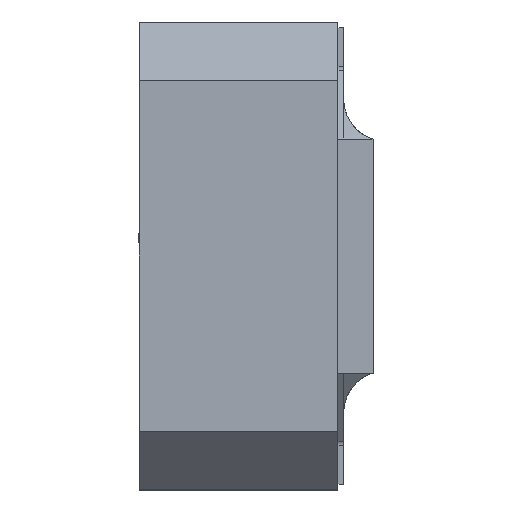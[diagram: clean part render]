
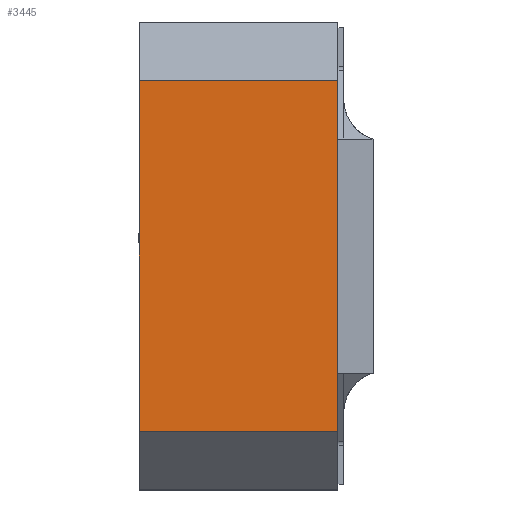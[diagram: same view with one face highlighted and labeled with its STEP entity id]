
A CAD part, left-side view. The second image highlights one B-rep face of the part: STEP entity #3445.
In plain terms, the highlighted planar face has unit normal (-1, 0, 0).
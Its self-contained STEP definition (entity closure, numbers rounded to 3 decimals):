
#157 = CARTESIAN_POINT ( 'NONE',  ( -2., 1.7, 2. ) ) ;
#213 = DIRECTION ( 'NONE',  ( 1., 0., 0. ) ) ;
#230 = PLANE ( 'NONE',  #6099 ) ;
#254 = VERTEX_POINT ( 'NONE', #4816 ) ;
#294 = ORIENTED_EDGE ( 'NONE', *, *, #5050, .F. ) ;
#416 = DIRECTION ( 'NONE',  ( 0., 0., 1. ) ) ;
#549 = CARTESIAN_POINT ( 'NONE',  ( -2., 0., 1.5 ) ) ;
#740 = DIRECTION ( 'NONE',  ( 0., 0., -1. ) ) ;
#797 = VECTOR ( 'NONE', #5838, 1000. ) ;
#949 = EDGE_CURVE ( 'NONE', #4348, #1598, #5827, .T. ) ;
#1142 = CARTESIAN_POINT ( 'NONE',  ( -2., 1.7, 2. ) ) ;
#1285 = VECTOR ( 'NONE', #2048, 1000. ) ;
#1495 = VECTOR ( 'NONE', #416, 1000. ) ;
#1526 = CARTESIAN_POINT ( 'NONE',  ( -2., 0., 2. ) ) ;
#1598 = VERTEX_POINT ( 'NONE', #549 ) ;
#1606 = CARTESIAN_POINT ( 'NONE',  ( -2., 1.7, -1.5 ) ) ;
#2048 = DIRECTION ( 'NONE',  ( 0., 1., 0. ) ) ;
#2050 = VECTOR ( 'NONE', #2669, 1000. ) ;
#2131 = ORIENTED_EDGE ( 'NONE', *, *, #3408, .T. ) ;
#2260 = FACE_OUTER_BOUND ( 'NONE', #5235, .T. ) ;
#2669 = DIRECTION ( 'NONE',  ( 0., -1., 0. ) ) ;
#2964 = EDGE_CURVE ( 'NONE', #254, #4348, #5488, .T. ) ;
#2987 = VERTEX_POINT ( 'NONE', #3600 ) ;
#3143 = ORIENTED_EDGE ( 'NONE', *, *, #949, .T. ) ;
#3408 = EDGE_CURVE ( 'NONE', #1598, #2987, #4877, .T. ) ;
#3445 = ADVANCED_FACE ( 'NONE', ( #2260 ), #230, .F. ) ;
#3600 = CARTESIAN_POINT ( 'NONE',  ( -2., 1.7, 1.5 ) ) ;
#3774 = CARTESIAN_POINT ( 'NONE',  ( -2., 0., -1.5 ) ) ;
#4348 = VERTEX_POINT ( 'NONE', #3774 ) ;
#4427 = CARTESIAN_POINT ( 'NONE',  ( -2., 1.7, 1.5 ) ) ;
#4816 = CARTESIAN_POINT ( 'NONE',  ( -2., 1.7, -1.5 ) ) ;
#4877 = LINE ( 'NONE', #4427, #1285 ) ;
#5050 = EDGE_CURVE ( 'NONE', #254, #2987, #5485, .T. ) ;
#5235 = EDGE_LOOP ( 'NONE', ( #294, #5473, #3143, #2131 ) ) ;
#5473 = ORIENTED_EDGE ( 'NONE', *, *, #2964, .T. ) ;
#5485 = LINE ( 'NONE', #157, #797 ) ;
#5488 = LINE ( 'NONE', #1606, #2050 ) ;
#5827 = LINE ( 'NONE', #1526, #1495 ) ;
#5838 = DIRECTION ( 'NONE',  ( 0., 0., 1. ) ) ;
#6099 = AXIS2_PLACEMENT_3D ( 'NONE', #1142, #213, #740 ) ;
